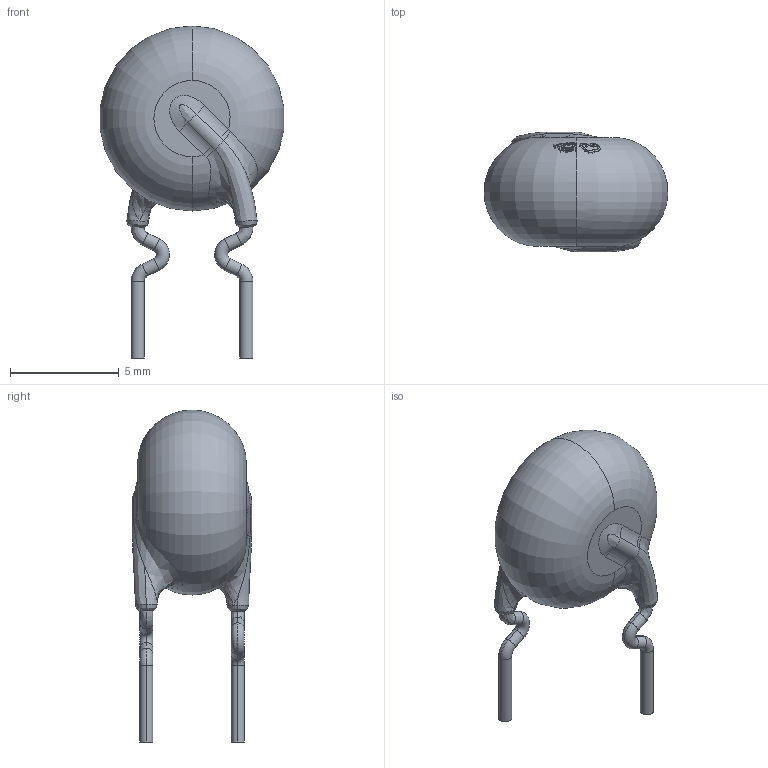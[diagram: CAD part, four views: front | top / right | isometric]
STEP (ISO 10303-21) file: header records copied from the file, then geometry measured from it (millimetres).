
FILE_DESCRIPTION (( 'STEP AP214' ), '1' );
FILE_NAME ('RES-TH_L8.5-W5.5-H13.0-P5.00-D0.6-S4.2.step', '2022-07-28T10:15:47', ( '' ), ( '' ), 'SwSTEP 2.0', 'SolidWorks 2020', '' );
FILE_SCHEMA (( 'AUTOMOTIVE_DESIGN' ));
Length unit declared in the file: millimetre
Products named in the file (1): RES-TH_L8.5-W5.5-H13.0-P5.00-D0.6-S4.2
Bounding box: 8.44 x 5.5 x 15.25 mm (x, y, z)
Volume: 233.8 mm3; surface area: 260.1 mm2
Topology: 14 solids, 14 shells, 293 faces, 759 edges, 494 vertices
Faces by surface type: bspline 126, plane 124, torus 25, cylinder 18
Entity records: 17738 total; most frequent: CARTESIAN_POINT 8276, ORIENTED_EDGE 1518, DIRECTION 782, EDGE_CURVE 759, VERTEX_POINT 494, B_SPLINE_CURVE_WITH_KNOTS 367, LINE 330, VECTOR 330
